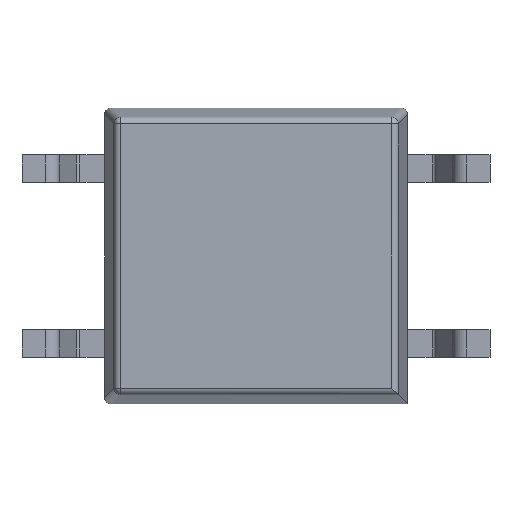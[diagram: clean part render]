
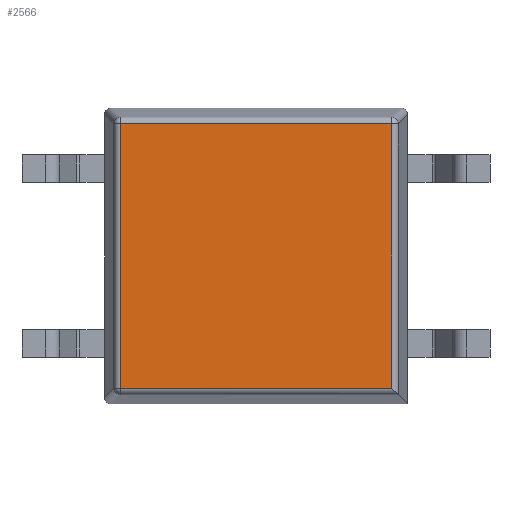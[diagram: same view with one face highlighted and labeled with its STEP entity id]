
A CAD part, front view. The second image highlights one B-rep face of the part: STEP entity #2566.
In plain terms, the highlighted planar face has unit normal (0, -1, 0).
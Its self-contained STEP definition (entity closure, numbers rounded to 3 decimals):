
#111 = DIRECTION ( 'NONE',  ( 0., -1., 0. ) ) ;
#134 = CARTESIAN_POINT ( 'NONE',  ( 1.969, 0.1, -1.919 ) ) ;
#218 = CARTESIAN_POINT ( 'NONE',  ( 1.969, 0.1, 2.006 ) ) ;
#223 = CARTESIAN_POINT ( 'NONE',  ( -2.056, 0.1, 1.919 ) ) ;
#249 = CARTESIAN_POINT ( 'NONE',  ( -1.969, 0.1, 1.919 ) ) ;
#320 = FACE_OUTER_BOUND ( 'NONE', #1286, .T. ) ;
#353 = VERTEX_POINT ( 'NONE', #1848 ) ;
#530 = EDGE_CURVE ( 'NONE', #739, #353, #2441, .T. ) ;
#586 = CARTESIAN_POINT ( 'NONE',  ( 1.969, 0.1, 1.919 ) ) ;
#588 = DIRECTION ( 'NONE',  ( 1., 0., 0. ) ) ;
#618 = LINE ( 'NONE', #2451, #2919 ) ;
#637 = DIRECTION ( 'NONE',  ( 0., 0., -1. ) ) ;
#739 = VERTEX_POINT ( 'NONE', #249 ) ;
#781 = DIRECTION ( 'NONE',  ( -1., 0., 0. ) ) ;
#785 = DIRECTION ( 'NONE',  ( 0., 0., -1. ) ) ;
#895 = VECTOR ( 'NONE', #637, 1000. ) ;
#948 = ORIENTED_EDGE ( 'NONE', *, *, #1693, .T. ) ;
#1144 = DIRECTION ( 'NONE',  ( 0., 0., 1. ) ) ;
#1234 = PLANE ( 'NONE',  #1642 ) ;
#1286 = EDGE_LOOP ( 'NONE', ( #2210, #1578, #948, #2623 ) ) ;
#1381 = EDGE_CURVE ( 'NONE', #1658, #2249, #2281, .T. ) ;
#1578 = ORIENTED_EDGE ( 'NONE', *, *, #530, .T. ) ;
#1642 = AXIS2_PLACEMENT_3D ( 'NONE', #2840, #111, #785 ) ;
#1658 = VERTEX_POINT ( 'NONE', #134 ) ;
#1693 = EDGE_CURVE ( 'NONE', #353, #1658, #618, .T. ) ;
#1848 = CARTESIAN_POINT ( 'NONE',  ( -1.969, 0.1, -1.919 ) ) ;
#2196 = VECTOR ( 'NONE', #1144, 1000. ) ;
#2210 = ORIENTED_EDGE ( 'NONE', *, *, #2880, .T. ) ;
#2249 = VERTEX_POINT ( 'NONE', #586 ) ;
#2281 = LINE ( 'NONE', #218, #2196 ) ;
#2284 = LINE ( 'NONE', #223, #2476 ) ;
#2441 = LINE ( 'NONE', #2702, #895 ) ;
#2451 = CARTESIAN_POINT ( 'NONE',  ( 2.056, 0.1, -1.919 ) ) ;
#2476 = VECTOR ( 'NONE', #781, 1000. ) ;
#2566 = ADVANCED_FACE ( 'NONE', ( #320 ), #1234, .T. ) ;
#2623 = ORIENTED_EDGE ( 'NONE', *, *, #1381, .T. ) ;
#2702 = CARTESIAN_POINT ( 'NONE',  ( -1.969, 0.1, -2.006 ) ) ;
#2840 = CARTESIAN_POINT ( 'NONE',  ( 0., 0.1, 0. ) ) ;
#2880 = EDGE_CURVE ( 'NONE', #2249, #739, #2284, .T. ) ;
#2919 = VECTOR ( 'NONE', #588, 1000. ) ;
